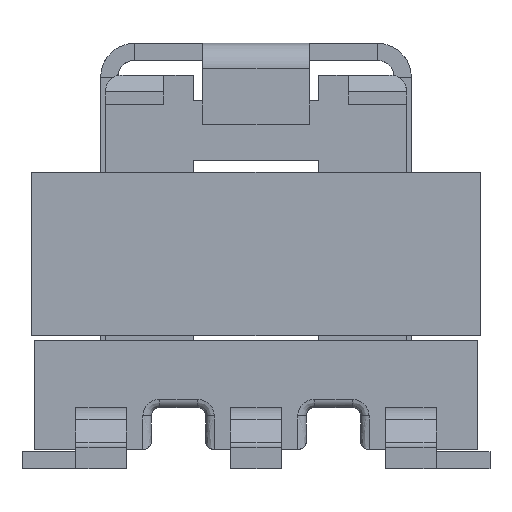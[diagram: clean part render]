
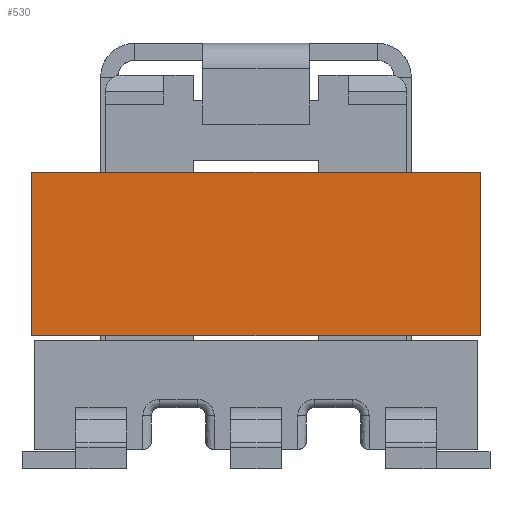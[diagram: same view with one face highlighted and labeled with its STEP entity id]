
A CAD part, front view. The second image highlights one B-rep face of the part: STEP entity #530.
In plain terms, the highlighted free-form (B-spline) face has degree [1, 1] with [2, 2] control points.
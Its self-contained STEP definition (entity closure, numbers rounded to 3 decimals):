
#530=ADVANCED_FACE($,(#868),#4616,.T.);
#868=FACE_OUTER_BOUND($,#1210,.T.);
#1210=EDGE_LOOP($,(#1856,#1857,#1858,#1859));
#1856=ORIENTED_EDGE($,*,*,#3348,.T.);
#1857=ORIENTED_EDGE($,*,*,#3347,.F.);
#1858=ORIENTED_EDGE($,*,*,#3349,.T.);
#1859=ORIENTED_EDGE($,*,*,#3335,.F.);
#3335=EDGE_CURVE($,#4109,#4119,#4929,.T.);
#3347=EDGE_CURVE($,#4131,#4121,#4941,.T.);
#3348=EDGE_CURVE($,#4109,#4121,#4942,.T.);
#3349=EDGE_CURVE($,#4131,#4119,#4943,.T.);
#4109=VERTEX_POINT($,#6916);
#4119=VERTEX_POINT($,#6926);
#4121=VERTEX_POINT($,#6928);
#4131=VERTEX_POINT($,#6938);
#4616=B_SPLINE_SURFACE_WITH_KNOTS($,1,1,((#6867,#6868),(#6869,#6870)),.UNSPECIFIED.,
.F.,.F.,.F.,(2,2),(2,2),(-1.956,0.),(0.,5.36),.UNSPECIFIED.);
#4929=B_SPLINE_CURVE_WITH_KNOTS($,1,(#6809,#6810),.UNSPECIFIED.,.F.,.F.,
(2,2),(-5.36,0.),.UNSPECIFIED.);
#4941=B_SPLINE_CURVE_WITH_KNOTS($,1,(#6833,#6834),.UNSPECIFIED.,.F.,.F.,
(2,2),(0.,5.36),.UNSPECIFIED.);
#4942=B_SPLINE_CURVE_WITH_KNOTS($,1,(#6835,#6836),.UNSPECIFIED.,.F.,.F.,
(2,2),(-1.956,0.),.UNSPECIFIED.);
#4943=B_SPLINE_CURVE_WITH_KNOTS($,1,(#6837,#6838),.UNSPECIFIED.,.F.,.F.,
(2,2),(0.,1.956),.UNSPECIFIED.);
#6809=CARTESIAN_POINT($,(-2.68,-2.642,3.54));
#6810=CARTESIAN_POINT($,(2.68,-2.642,3.54));
#6833=CARTESIAN_POINT($,(2.68,-2.642,1.584));
#6834=CARTESIAN_POINT($,(-2.68,-2.642,1.584));
#6835=CARTESIAN_POINT($,(-2.68,-2.642,3.54));
#6836=CARTESIAN_POINT($,(-2.68,-2.642,1.584));
#6837=CARTESIAN_POINT($,(2.68,-2.642,1.584));
#6838=CARTESIAN_POINT($,(2.68,-2.642,3.54));
#6867=CARTESIAN_POINT($,(-2.68,-2.642,3.54));
#6868=CARTESIAN_POINT($,(2.68,-2.642,3.54));
#6869=CARTESIAN_POINT($,(-2.68,-2.642,1.584));
#6870=CARTESIAN_POINT($,(2.68,-2.642,1.584));
#6916=CARTESIAN_POINT($,(-2.68,-2.642,3.54));
#6926=CARTESIAN_POINT($,(2.68,-2.642,3.54));
#6928=CARTESIAN_POINT($,(-2.68,-2.642,1.584));
#6938=CARTESIAN_POINT($,(2.68,-2.642,1.584));
